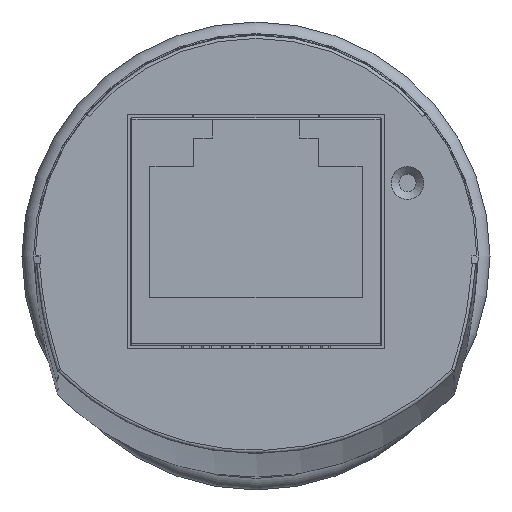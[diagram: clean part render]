
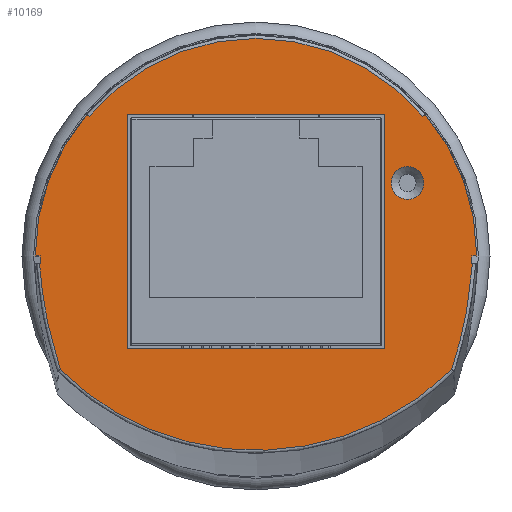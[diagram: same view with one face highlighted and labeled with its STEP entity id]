
A CAD part, left-side view. The second image highlights one B-rep face of the part: STEP entity #10169.
In plain terms, the highlighted planar face has unit normal (-1, 0, 0).
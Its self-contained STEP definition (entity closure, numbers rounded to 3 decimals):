
#2003=CARTESIAN_POINT('',(-66.5,10.686,8.967));
#2004=VERTEX_POINT('',#2003);
#2014=CARTESIAN_POINT('',(-66.5,-10.686,8.967));
#2015=VERTEX_POINT('',#2014);
#2016=CARTESIAN_POINT('',(-66.5,0.,0.));
#2017=DIRECTION('',(1.0,0.0,0.0));
#2018=DIRECTION('',(0.0,0.0,1.0));
#2019=AXIS2_PLACEMENT_3D('',#2016,#2017,#2018);
#2020=CIRCLE('',#2019,13.95);
#2021=EDGE_CURVE('',#2004,#2015,#2020,.T.);
#2058=CARTESIAN_POINT('',(-66.5,-12.543,-7.283));
#2059=VERTEX_POINT('',#2058);
#2100=CARTESIAN_POINT('',(-66.5,-13.879,-0.5));
#2101=VERTEX_POINT('',#2100);
#2119=CARTESIAN_POINT('',(-66.5,40.857,6.759));
#2120=DIRECTION('',(1.0,0.,0.));
#2121=DIRECTION('',(0.,0.981,0.193));
#2122=AXIS2_PLACEMENT_3D('',#2119,#2120,#2121);
#2123=ELLIPSE('',#2122,55.321,39.377);
#2124=EDGE_CURVE('',#2101,#2059,#2123,.T.);
#2188=CARTESIAN_POINT('',(-66.5,12.543,-7.283));
#2189=VERTEX_POINT('',#2188);
#2261=CARTESIAN_POINT('',(-66.5,-12.543,-7.283));
#2262=CARTESIAN_POINT('',(-66.5,-10.674,-9.141));
#2263=CARTESIAN_POINT('',(-66.5,-6.044,-12.038));
#2264=CARTESIAN_POINT('',(-66.5,0.693,-12.793));
#2265=CARTESIAN_POINT('',(-66.5,5.906,-11.604));
#2266=CARTESIAN_POINT('',(-66.5,9.506,-9.88));
#2267=CARTESIAN_POINT('',(-66.5,11.609,-8.212));
#2268=CARTESIAN_POINT('',(-66.5,12.543,-7.283));
#2269=B_SPLINE_CURVE_WITH_KNOTS('',3,(#2261,#2262,#2263,#2264,#2265,#2266,#2267,#2268),.UNSPECIFIED.,.F.,.U.,(4,1,1,1,1,4),(0.239,1.03,1.82,2.215,2.611,3.006),.UNSPECIFIED.);
#2270=EDGE_CURVE('',#2059,#2189,#2269,.T.);
#2296=CARTESIAN_POINT('',(-66.5,13.879,-0.5));
#2297=VERTEX_POINT('',#2296);
#2325=CARTESIAN_POINT('',(-66.5,-40.857,6.759));
#2326=DIRECTION('',(1.0,0.,0.));
#2327=DIRECTION('',(0.,0.981,-0.193));
#2328=AXIS2_PLACEMENT_3D('',#2325,#2326,#2327);
#2329=ELLIPSE('',#2328,55.321,39.377);
#2330=EDGE_CURVE('',#2189,#2297,#2329,.T.);
#2640=CARTESIAN_POINT('',(-66.5,-13.846,-0.5));
#2641=VERTEX_POINT('',#2640);
#2648=CARTESIAN_POINT('',(-66.5,-13.879,-0.5));
#2649=DIRECTION('',(0.0,1.0,0.0));
#2650=VECTOR('',#2649,0.033);
#2651=LINE('',#2648,#2650);
#2652=EDGE_CURVE('',#2101,#2641,#2651,.T.);
#3830=CARTESIAN_POINT('',(-66.5,13.846,-0.5));
#3831=VERTEX_POINT('',#3830);
#3832=CARTESIAN_POINT('',(-66.5,13.846,-0.5));
#3833=DIRECTION('',(0.0,1.0,0.0));
#3834=VECTOR('',#3833,0.033);
#3835=LINE('',#3832,#3834);
#3836=EDGE_CURVE('',#3831,#2297,#3835,.T.);
#3868=CARTESIAN_POINT('',(-66.5,13.846,0.));
#3869=VERTEX_POINT('',#3868);
#3870=CARTESIAN_POINT('',(-66.5,13.846,0.));
#3871=DIRECTION('',(0.0,0.0,-1.0));
#3872=VECTOR('',#3871,0.5);
#3873=LINE('',#3870,#3872);
#3874=EDGE_CURVE('',#3869,#3831,#3873,.T.);
#4061=CARTESIAN_POINT('',(-66.5,-13.846,0.));
#4062=VERTEX_POINT('',#4061);
#4063=CARTESIAN_POINT('',(-66.5,-13.846,-0.5));
#4064=DIRECTION('',(0.0,0.0,1.0));
#4065=VECTOR('',#4064,0.5);
#4066=LINE('',#4063,#4065);
#4067=EDGE_CURVE('',#2641,#4062,#4066,.T.);
#4218=CARTESIAN_POINT('',(-66.5,-10.763,4.683));
#4219=VERTEX_POINT('',#4218);
#4220=CARTESIAN_POINT('',(-66.5,-9.713,4.683));
#4221=DIRECTION('',(-1.0,0.0,0.0));
#4222=DIRECTION('',(0.0,1.0,0.0));
#4223=AXIS2_PLACEMENT_3D('',#4220,#4221,#4222);
#4224=CIRCLE('',#4223,1.05);
#4225=EDGE_CURVE('',#4219,#4219,#4224,.T.);
#4247=CARTESIAN_POINT('',(-66.5,-8.246,-5.943));
#4248=VERTEX_POINT('',#4247);
#4255=CARTESIAN_POINT('',(-66.5,-8.246,9.057));
#4256=VERTEX_POINT('',#4255);
#4257=CARTESIAN_POINT('',(-66.5,-8.246,9.057));
#4258=DIRECTION('',(0.0,0.0,-1.0));
#4259=VECTOR('',#4258,15.);
#4260=LINE('',#4257,#4259);
#4261=EDGE_CURVE('',#4256,#4248,#4260,.T.);
#4284=CARTESIAN_POINT('',(-66.5,8.254,9.057));
#4285=VERTEX_POINT('',#4284);
#4286=CARTESIAN_POINT('',(-66.5,8.254,9.057));
#4287=DIRECTION('',(0.0,-1.0,0.0));
#4288=VECTOR('',#4287,16.5);
#4289=LINE('',#4286,#4288);
#4290=EDGE_CURVE('',#4285,#4256,#4289,.T.);
#4308=CARTESIAN_POINT('',(-66.5,8.254,-5.943));
#4309=VERTEX_POINT('',#4308);
#4310=CARTESIAN_POINT('',(-66.5,8.254,-5.943));
#4311=DIRECTION('',(0.0,0.0,1.0));
#4312=VECTOR('',#4311,15.);
#4313=LINE('',#4310,#4312);
#4314=EDGE_CURVE('',#4309,#4285,#4313,.T.);
#4332=CARTESIAN_POINT('',(-66.5,-8.246,-5.943));
#4333=DIRECTION('',(0.0,1.0,0.0));
#4334=VECTOR('',#4333,16.5);
#4335=LINE('',#4332,#4334);
#4336=EDGE_CURVE('',#4248,#4309,#4335,.T.);
#4426=CARTESIAN_POINT('',(-66.5,-10.84,9.095));
#4427=VERTEX_POINT('',#4426);
#4428=CARTESIAN_POINT('',(-66.5,-10.84,9.095));
#4429=DIRECTION('',(0.0,0.766,-0.643));
#4430=VECTOR('',#4429,0.2);
#4431=LINE('',#4428,#4430);
#4432=EDGE_CURVE('',#4427,#2015,#4431,.T.);
#4589=CARTESIAN_POINT('',(-66.5,-14.15,0.));
#4590=VERTEX_POINT('',#4589);
#4597=CARTESIAN_POINT('',(-66.5,-13.846,0.));
#4598=DIRECTION('',(0.0,-1.0,0.0));
#4599=VECTOR('',#4598,0.304);
#4600=LINE('',#4597,#4599);
#4601=EDGE_CURVE('',#4062,#4590,#4600,.T.);
#10103=CARTESIAN_POINT('',(-66.5,10.84,9.095));
#10104=VERTEX_POINT('',#10103);
#10111=CARTESIAN_POINT('',(-66.5,10.686,8.967));
#10112=DIRECTION('',(0.0,0.766,0.643));
#10113=VECTOR('',#10112,0.2);
#10114=LINE('',#10111,#10113);
#10115=EDGE_CURVE('',#2004,#10104,#10114,.T.);
#10120=CARTESIAN_POINT('',(-66.5,-7.546,1.549));
#10121=DIRECTION('',(1.0,0.0,0.0));
#10122=DIRECTION('',(0.0,0.0,-1.0));
#10123=AXIS2_PLACEMENT_3D('',#10120,#10121,#10122);
#10124=PLANE('',#10123);
#10125=ORIENTED_EDGE('',*,*,#10115,.T.);
#10126=CARTESIAN_POINT('',(-66.5,14.15,0.));
#10127=VERTEX_POINT('',#10126);
#10128=CARTESIAN_POINT('',(-66.5,0.,0.));
#10129=DIRECTION('',(-1.0,0.0,0.0));
#10130=DIRECTION('',(0.0,0.0,-1.0));
#10131=AXIS2_PLACEMENT_3D('',#10128,#10129,#10130);
#10132=CIRCLE('',#10131,14.15);
#10133=EDGE_CURVE('',#10104,#10127,#10132,.T.);
#10134=ORIENTED_EDGE('',*,*,#10133,.T.);
#10135=CARTESIAN_POINT('',(-66.5,13.846,0.));
#10136=DIRECTION('',(0.0,1.0,0.0));
#10137=VECTOR('',#10136,0.304);
#10138=LINE('',#10135,#10137);
#10139=EDGE_CURVE('',#3869,#10127,#10138,.T.);
#10140=ORIENTED_EDGE('',*,*,#10139,.F.);
#10141=ORIENTED_EDGE('',*,*,#3874,.T.);
#10142=ORIENTED_EDGE('',*,*,#3836,.T.);
#10143=ORIENTED_EDGE('',*,*,#2330,.F.);
#10144=ORIENTED_EDGE('',*,*,#2270,.F.);
#10145=ORIENTED_EDGE('',*,*,#2124,.F.);
#10146=ORIENTED_EDGE('',*,*,#2652,.T.);
#10147=ORIENTED_EDGE('',*,*,#4067,.T.);
#10148=ORIENTED_EDGE('',*,*,#4601,.T.);
#10149=CARTESIAN_POINT('',(-66.5,0.,0.));
#10150=DIRECTION('',(-1.0,0.0,0.0));
#10151=DIRECTION('',(0.0,0.0,-1.0));
#10152=AXIS2_PLACEMENT_3D('',#10149,#10150,#10151);
#10153=CIRCLE('',#10152,14.15);
#10154=EDGE_CURVE('',#4590,#4427,#10153,.T.);
#10155=ORIENTED_EDGE('',*,*,#10154,.T.);
#10156=ORIENTED_EDGE('',*,*,#4432,.T.);
#10157=ORIENTED_EDGE('',*,*,#2021,.F.);
#10158=EDGE_LOOP('',(#10125,#10134,#10140,#10141,#10142,#10143,#10144,#10145,#10146,#10147,#10148,#10155,#10156,#10157));
#10159=FACE_OUTER_BOUND('',#10158,.T.);
#10160=ORIENTED_EDGE('',*,*,#4225,.F.);
#10161=EDGE_LOOP('',(#10160));
#10162=FACE_BOUND('',#10161,.T.);
#10163=ORIENTED_EDGE('',*,*,#4314,.T.);
#10164=ORIENTED_EDGE('',*,*,#4290,.T.);
#10165=ORIENTED_EDGE('',*,*,#4261,.T.);
#10166=ORIENTED_EDGE('',*,*,#4336,.T.);
#10167=EDGE_LOOP('',(#10163,#10164,#10165,#10166));
#10168=FACE_BOUND('',#10167,.T.);
#10169=ADVANCED_FACE('',(#10159,#10162,#10168),#10124,.F.);
